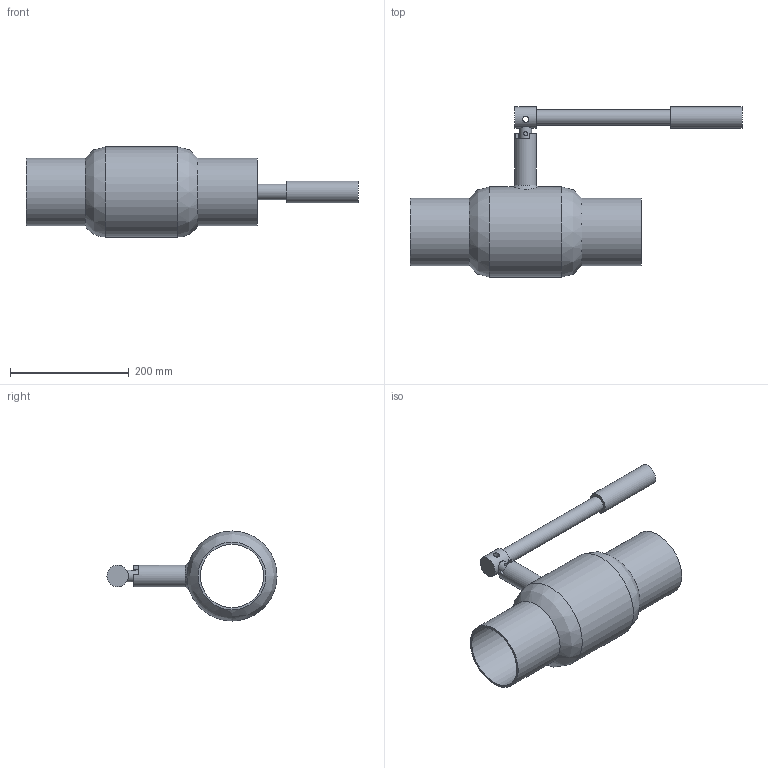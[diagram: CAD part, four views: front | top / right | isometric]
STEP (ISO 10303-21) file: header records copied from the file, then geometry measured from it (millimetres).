
FILE_DESCRIPTION(/* description */ (''),/* implementation_level */ '2;1');
FILE_NAME(/* name */ 'VALVE 100.stp',/* time_stamp */ '2020-02-26T14:21:34+06:00',/* author */ ('abhijit_kelkar'),/* organization */ (''),/* preprocessor_version */ 'ST-DEVELOPER v18',/* originating_system */ 'Autodesk Inventor 2020',/* authorisation */ '');
FILE_SCHEMA (('AUTOMOTIVE_DESIGN { 1 0 10303 214 3 1 1 }'));
Length unit declared in the file: millimetre
Products named in the file (1): VALVE 100
Bounding box: 560 x 287 x 152 mm (x, y, z)
Volume: 2188471.7 mm3; surface area: 351395.2 mm2
Topology: 1 solids, 1 shells, 27 faces, 81 edges, 61 vertices
Faces by surface type: cylinder 12, plane 12, bspline 2, cone 1
Full cylindrical faces by diameter (mm): 7 x1, 10 x1, 20 x1, 24 x1, 26 x1, 36 x3, 107.1 x1, 114.3 x2, 152 x1
Entity records: 1248 total; most frequent: CARTESIAN_POINT 431, DIRECTION 168, ORIENTED_EDGE 162, EDGE_CURVE 81, AXIS2_PLACEMENT_3D 73, VERTEX_POINT 61, CIRCLE 47, EDGE_LOOP 36
